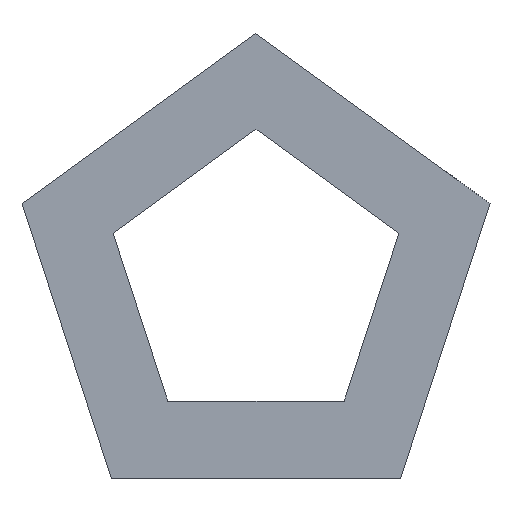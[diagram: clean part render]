
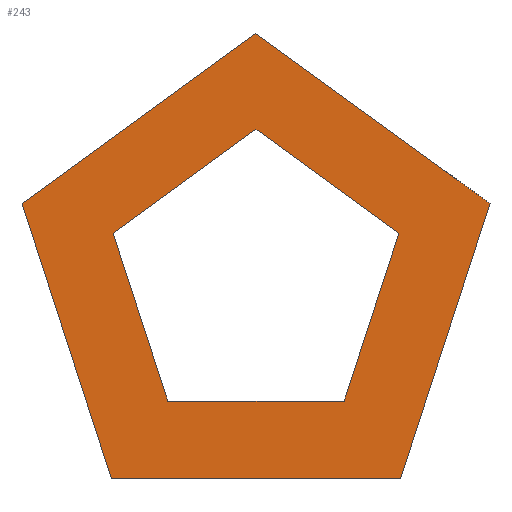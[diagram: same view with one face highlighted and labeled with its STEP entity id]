
A CAD part, top view. The second image highlights one B-rep face of the part: STEP entity #243.
In plain terms, the highlighted planar face has unit normal (0, 0, 1).
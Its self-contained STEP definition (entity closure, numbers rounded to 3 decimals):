
#23=FACE_BOUND('',#48,.T.);
#35=FACE_OUTER_BOUND('',#47,.T.);
#47=EDGE_LOOP('',(#201,#202,#203,#204,#205));
#48=EDGE_LOOP('',(#206,#207,#208,#209,#210));
#51=LINE('',#356,#81);
#55=LINE('',#364,#85);
#58=LINE('',#370,#88);
#61=LINE('',#376,#91);
#64=LINE('',#381,#94);
#66=LINE('',#386,#96);
#70=LINE('',#394,#100);
#73=LINE('',#400,#103);
#76=LINE('',#406,#106);
#79=LINE('',#411,#109);
#81=VECTOR('',#294,10.);
#85=VECTOR('',#300,10.);
#88=VECTOR('',#305,10.);
#91=VECTOR('',#310,10.);
#94=VECTOR('',#315,10.);
#96=VECTOR('',#319,10.);
#100=VECTOR('',#325,10.);
#103=VECTOR('',#330,10.);
#106=VECTOR('',#335,10.);
#109=VECTOR('',#340,10.);
#111=VERTEX_POINT('',#354);
#112=VERTEX_POINT('',#355);
#115=VERTEX_POINT('',#363);
#117=VERTEX_POINT('',#369);
#119=VERTEX_POINT('',#375);
#121=VERTEX_POINT('',#384);
#122=VERTEX_POINT('',#385);
#125=VERTEX_POINT('',#393);
#127=VERTEX_POINT('',#399);
#129=VERTEX_POINT('',#405);
#131=EDGE_CURVE('',#111,#112,#51,.T.);
#135=EDGE_CURVE('',#112,#115,#55,.T.);
#138=EDGE_CURVE('',#115,#117,#58,.T.);
#141=EDGE_CURVE('',#117,#119,#61,.T.);
#144=EDGE_CURVE('',#119,#111,#64,.T.);
#146=EDGE_CURVE('',#121,#122,#66,.T.);
#150=EDGE_CURVE('',#122,#125,#70,.T.);
#153=EDGE_CURVE('',#125,#127,#73,.T.);
#156=EDGE_CURVE('',#127,#129,#76,.T.);
#159=EDGE_CURVE('',#129,#121,#79,.T.);
#201=ORIENTED_EDGE('',*,*,#159,.T.);
#202=ORIENTED_EDGE('',*,*,#146,.T.);
#203=ORIENTED_EDGE('',*,*,#150,.T.);
#204=ORIENTED_EDGE('',*,*,#153,.T.);
#205=ORIENTED_EDGE('',*,*,#156,.T.);
#206=ORIENTED_EDGE('',*,*,#144,.T.);
#207=ORIENTED_EDGE('',*,*,#131,.T.);
#208=ORIENTED_EDGE('',*,*,#135,.T.);
#209=ORIENTED_EDGE('',*,*,#138,.T.);
#210=ORIENTED_EDGE('',*,*,#141,.T.);
#231=PLANE('',#282);
#243=ADVANCED_FACE('',(#35,#23),#231,.T.);
#282=AXIS2_PLACEMENT_3D('',#413,#342,#343);
#294=DIRECTION('',(-0.309,0.951,0.));
#300=DIRECTION('',(0.809,0.588,0.));
#305=DIRECTION('',(0.809,-0.588,0.));
#310=DIRECTION('',(-0.309,-0.951,0.));
#315=DIRECTION('',(-1.,0.,0.));
#319=DIRECTION('',(0.309,0.951,0.));
#325=DIRECTION('',(-0.809,0.588,0.));
#330=DIRECTION('',(-0.809,-0.588,0.));
#335=DIRECTION('',(0.309,-0.951,0.));
#340=DIRECTION('',(1.,0.,0.));
#342=DIRECTION('center_axis',(0.,0.,1.));
#343=DIRECTION('ref_axis',(1.,0.,0.));
#354=CARTESIAN_POINT('',(-36.327,-50.,0.));
#355=CARTESIAN_POINT('',(-58.779,19.098,0.));
#356=CARTESIAN_POINT('',(-58.779,19.098,0.));
#363=CARTESIAN_POINT('',(0.,61.803,0.));
#364=CARTESIAN_POINT('',(0.,61.803,0.));
#369=CARTESIAN_POINT('',(58.779,19.098,0.));
#370=CARTESIAN_POINT('',(58.779,19.098,0.));
#375=CARTESIAN_POINT('',(36.327,-50.,0.));
#376=CARTESIAN_POINT('',(36.327,-50.,0.));
#381=CARTESIAN_POINT('',(-36.327,-50.,0.));
#384=CARTESIAN_POINT('',(59.5,-81.895,0.));
#385=CARTESIAN_POINT('',(96.273,31.281,0.));
#386=CARTESIAN_POINT('',(59.5,-81.895,0.));
#393=CARTESIAN_POINT('',(0.,101.227,0.));
#394=CARTESIAN_POINT('',(96.273,31.281,0.));
#399=CARTESIAN_POINT('',(-96.273,31.281,0.));
#400=CARTESIAN_POINT('',(0.,101.227,0.));
#405=CARTESIAN_POINT('',(-59.5,-81.895,0.));
#406=CARTESIAN_POINT('',(-96.273,31.281,0.));
#411=CARTESIAN_POINT('',(-59.5,-81.895,0.));
#413=CARTESIAN_POINT('Origin',(0.,9.666,0.));
